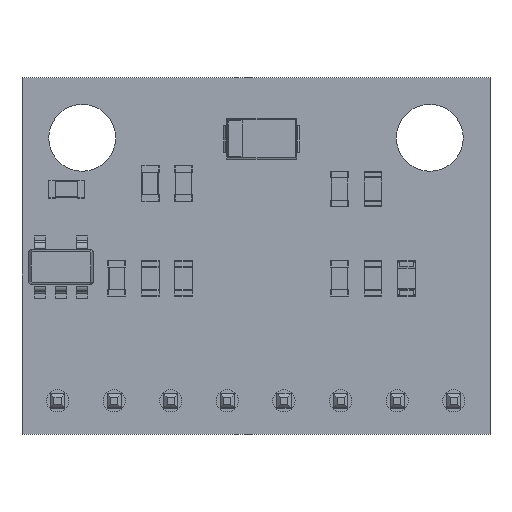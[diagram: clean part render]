
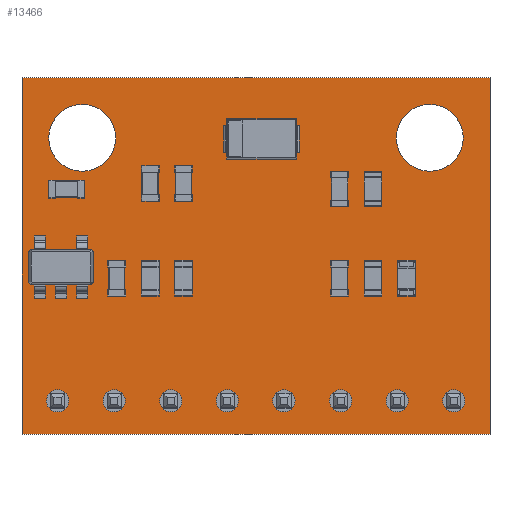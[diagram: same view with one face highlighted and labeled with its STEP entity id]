
A CAD part, top view. The second image highlights one B-rep face of the part: STEP entity #13466.
In plain terms, the highlighted planar face has unit normal (0, 0, 1).
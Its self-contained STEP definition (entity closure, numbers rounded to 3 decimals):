
#13244 = VERTEX_POINT('',#13245);
#13245 = CARTESIAN_POINT('',(141.,-106.,1.51));
#13251 = EDGE_CURVE('',#13244,#13252,#13254,.T.);
#13252 = VERTEX_POINT('',#13253);
#13253 = CARTESIAN_POINT('',(120.,-106.,1.51));
#13254 = LINE('',#13255,#13256);
#13255 = CARTESIAN_POINT('',(141.,-106.,1.51));
#13256 = VECTOR('',#13257,1.);
#13257 = DIRECTION('',(-1.,0.,0.));
#13284 = VERTEX_POINT('',#13285);
#13285 = CARTESIAN_POINT('',(141.,-90.,1.51));
#13291 = EDGE_CURVE('',#13284,#13244,#13292,.T.);
#13292 = LINE('',#13293,#13294);
#13293 = CARTESIAN_POINT('',(141.,-90.,1.51));
#13294 = VECTOR('',#13295,1.);
#13295 = DIRECTION('',(0.,-1.,0.));
#13313 = EDGE_CURVE('',#13252,#13314,#13316,.T.);
#13314 = VERTEX_POINT('',#13315);
#13315 = CARTESIAN_POINT('',(120.,-90.,1.51));
#13316 = LINE('',#13317,#13318);
#13317 = CARTESIAN_POINT('',(120.,-106.,1.51));
#13318 = VECTOR('',#13319,1.);
#13319 = DIRECTION('',(0.,1.,0.));
#13466 = ADVANCED_FACE('',(#13467,#13478,#13489,#13500,#13511,#13522,
    #13533,#13544,#13555,#13566,#13577),#13588,.T.);
#13467 = FACE_BOUND('',#13468,.T.);
#13468 = EDGE_LOOP('',(#13469,#13470,#13471,#13477));
#13469 = ORIENTED_EDGE('',*,*,#13251,.F.);
#13470 = ORIENTED_EDGE('',*,*,#13291,.F.);
#13471 = ORIENTED_EDGE('',*,*,#13472,.F.);
#13472 = EDGE_CURVE('',#13314,#13284,#13473,.T.);
#13473 = LINE('',#13474,#13475);
#13474 = CARTESIAN_POINT('',(120.,-90.,1.51));
#13475 = VECTOR('',#13476,1.);
#13476 = DIRECTION('',(1.,0.,0.));
#13477 = ORIENTED_EDGE('',*,*,#13313,.F.);
#13478 = FACE_BOUND('',#13479,.T.);
#13479 = EDGE_LOOP('',(#13480));
#13480 = ORIENTED_EDGE('',*,*,#13481,.T.);
#13481 = EDGE_CURVE('',#13482,#13482,#13484,.T.);
#13482 = VERTEX_POINT('',#13483);
#13483 = CARTESIAN_POINT('',(121.595,-105.,1.51));
#13484 = CIRCLE('',#13485,0.5);
#13485 = AXIS2_PLACEMENT_3D('',#13486,#13487,#13488);
#13486 = CARTESIAN_POINT('',(121.595,-104.5,1.51));
#13487 = DIRECTION('',(-0.,0.,-1.));
#13488 = DIRECTION('',(-0.,-1.,0.));
#13489 = FACE_BOUND('',#13490,.T.);
#13490 = EDGE_LOOP('',(#13491));
#13491 = ORIENTED_EDGE('',*,*,#13492,.T.);
#13492 = EDGE_CURVE('',#13493,#13493,#13495,.T.);
#13493 = VERTEX_POINT('',#13494);
#13494 = CARTESIAN_POINT('',(124.135,-105.,1.51));
#13495 = CIRCLE('',#13496,0.5);
#13496 = AXIS2_PLACEMENT_3D('',#13497,#13498,#13499);
#13497 = CARTESIAN_POINT('',(124.135,-104.5,1.51));
#13498 = DIRECTION('',(-0.,0.,-1.));
#13499 = DIRECTION('',(-0.,-1.,0.));
#13500 = FACE_BOUND('',#13501,.T.);
#13501 = EDGE_LOOP('',(#13502));
#13502 = ORIENTED_EDGE('',*,*,#13503,.T.);
#13503 = EDGE_CURVE('',#13504,#13504,#13506,.T.);
#13504 = VERTEX_POINT('',#13505);
#13505 = CARTESIAN_POINT('',(126.675,-105.,1.51));
#13506 = CIRCLE('',#13507,0.5);
#13507 = AXIS2_PLACEMENT_3D('',#13508,#13509,#13510);
#13508 = CARTESIAN_POINT('',(126.675,-104.5,1.51));
#13509 = DIRECTION('',(-0.,0.,-1.));
#13510 = DIRECTION('',(-0.,-1.,0.));
#13511 = FACE_BOUND('',#13512,.T.);
#13512 = EDGE_LOOP('',(#13513));
#13513 = ORIENTED_EDGE('',*,*,#13514,.T.);
#13514 = EDGE_CURVE('',#13515,#13515,#13517,.T.);
#13515 = VERTEX_POINT('',#13516);
#13516 = CARTESIAN_POINT('',(129.215,-105.,1.51));
#13517 = CIRCLE('',#13518,0.5);
#13518 = AXIS2_PLACEMENT_3D('',#13519,#13520,#13521);
#13519 = CARTESIAN_POINT('',(129.215,-104.5,1.51));
#13520 = DIRECTION('',(-0.,0.,-1.));
#13521 = DIRECTION('',(-0.,-1.,0.));
#13522 = FACE_BOUND('',#13523,.T.);
#13523 = EDGE_LOOP('',(#13524));
#13524 = ORIENTED_EDGE('',*,*,#13525,.T.);
#13525 = EDGE_CURVE('',#13526,#13526,#13528,.T.);
#13526 = VERTEX_POINT('',#13527);
#13527 = CARTESIAN_POINT('',(131.755,-105.,1.51));
#13528 = CIRCLE('',#13529,0.5);
#13529 = AXIS2_PLACEMENT_3D('',#13530,#13531,#13532);
#13530 = CARTESIAN_POINT('',(131.755,-104.5,1.51));
#13531 = DIRECTION('',(-0.,0.,-1.));
#13532 = DIRECTION('',(-0.,-1.,0.));
#13533 = FACE_BOUND('',#13534,.T.);
#13534 = EDGE_LOOP('',(#13535));
#13535 = ORIENTED_EDGE('',*,*,#13536,.T.);
#13536 = EDGE_CURVE('',#13537,#13537,#13539,.T.);
#13537 = VERTEX_POINT('',#13538);
#13538 = CARTESIAN_POINT('',(134.295,-105.,1.51));
#13539 = CIRCLE('',#13540,0.5);
#13540 = AXIS2_PLACEMENT_3D('',#13541,#13542,#13543);
#13541 = CARTESIAN_POINT('',(134.295,-104.5,1.51));
#13542 = DIRECTION('',(-0.,0.,-1.));
#13543 = DIRECTION('',(-0.,-1.,0.));
#13544 = FACE_BOUND('',#13545,.T.);
#13545 = EDGE_LOOP('',(#13546));
#13546 = ORIENTED_EDGE('',*,*,#13547,.T.);
#13547 = EDGE_CURVE('',#13548,#13548,#13550,.T.);
#13548 = VERTEX_POINT('',#13549);
#13549 = CARTESIAN_POINT('',(136.835,-105.,1.51));
#13550 = CIRCLE('',#13551,0.5);
#13551 = AXIS2_PLACEMENT_3D('',#13552,#13553,#13554);
#13552 = CARTESIAN_POINT('',(136.835,-104.5,1.51));
#13553 = DIRECTION('',(-0.,0.,-1.));
#13554 = DIRECTION('',(-0.,-1.,0.));
#13555 = FACE_BOUND('',#13556,.T.);
#13556 = EDGE_LOOP('',(#13557));
#13557 = ORIENTED_EDGE('',*,*,#13558,.T.);
#13558 = EDGE_CURVE('',#13559,#13559,#13561,.T.);
#13559 = VERTEX_POINT('',#13560);
#13560 = CARTESIAN_POINT('',(139.375,-105.,1.51));
#13561 = CIRCLE('',#13562,0.5);
#13562 = AXIS2_PLACEMENT_3D('',#13563,#13564,#13565);
#13563 = CARTESIAN_POINT('',(139.375,-104.5,1.51));
#13564 = DIRECTION('',(-0.,0.,-1.));
#13565 = DIRECTION('',(-0.,-1.,0.));
#13566 = FACE_BOUND('',#13567,.T.);
#13567 = EDGE_LOOP('',(#13568));
#13568 = ORIENTED_EDGE('',*,*,#13569,.F.);
#13569 = EDGE_CURVE('',#13570,#13570,#13572,.T.);
#13570 = VERTEX_POINT('',#13571);
#13571 = CARTESIAN_POINT('',(124.2,-92.7,1.51));
#13572 = CIRCLE('',#13573,1.5);
#13573 = AXIS2_PLACEMENT_3D('',#13574,#13575,#13576);
#13574 = CARTESIAN_POINT('',(122.7,-92.7,1.51));
#13575 = DIRECTION('',(0.,0.,1.));
#13576 = DIRECTION('',(1.,0.,-0.));
#13577 = FACE_BOUND('',#13578,.T.);
#13578 = EDGE_LOOP('',(#13579));
#13579 = ORIENTED_EDGE('',*,*,#13580,.F.);
#13580 = EDGE_CURVE('',#13581,#13581,#13583,.T.);
#13581 = VERTEX_POINT('',#13582);
#13582 = CARTESIAN_POINT('',(139.8,-92.7,1.51));
#13583 = CIRCLE('',#13584,1.5);
#13584 = AXIS2_PLACEMENT_3D('',#13585,#13586,#13587);
#13585 = CARTESIAN_POINT('',(138.3,-92.7,1.51));
#13586 = DIRECTION('',(0.,0.,1.));
#13587 = DIRECTION('',(1.,0.,-0.));
#13588 = PLANE('',#13589);
#13589 = AXIS2_PLACEMENT_3D('',#13590,#13591,#13592);
#13590 = CARTESIAN_POINT('',(0.,0.,1.51));
#13591 = DIRECTION('',(0.,0.,1.));
#13592 = DIRECTION('',(1.,0.,-0.));
